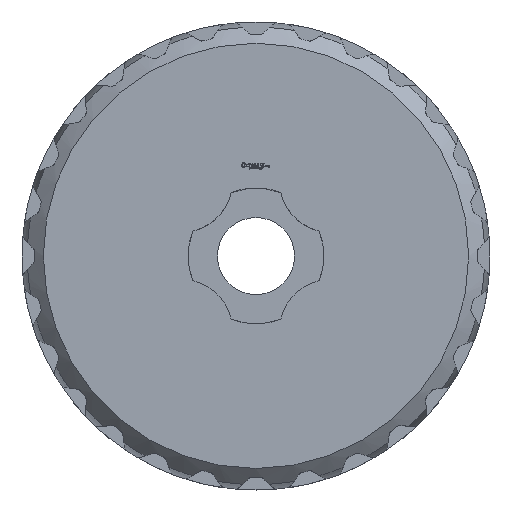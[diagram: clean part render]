
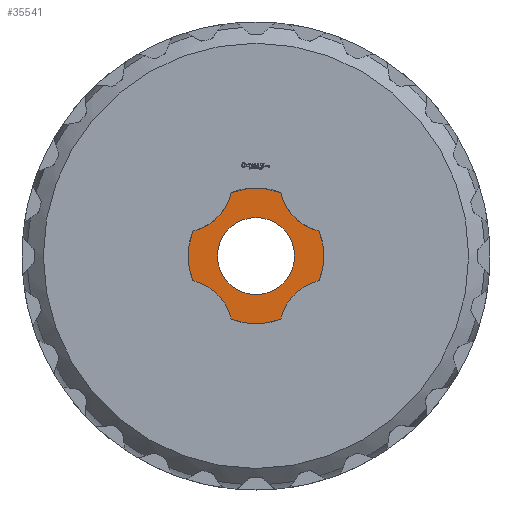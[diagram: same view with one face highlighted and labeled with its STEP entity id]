
A CAD part, top view. The second image highlights one B-rep face of the part: STEP entity #35541.
In plain terms, the highlighted planar face has unit normal (0, 0, 1).
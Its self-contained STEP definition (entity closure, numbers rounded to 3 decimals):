
#24050 = EDGE_CURVE('',#24051,#24053,#24055,.T.);
#24051 = VERTEX_POINT('',#24052);
#24052 = CARTESIAN_POINT('',(2.31,5.915,3.125));
#24053 = VERTEX_POINT('',#24054);
#24054 = CARTESIAN_POINT('',(-2.31,5.915,3.125));
#24055 = CIRCLE('',#24056,6.35);
#24056 = AXIS2_PLACEMENT_3D('',#24057,#24058,#24059);
#24057 = CARTESIAN_POINT('',(0.,0.,3.125));
#24058 = DIRECTION('',(0.,0.,1.));
#24059 = DIRECTION('',(1.,0.,0.));
#24139 = EDGE_CURVE('',#24140,#24053,#24142,.T.);
#24140 = VERTEX_POINT('',#24141);
#24141 = CARTESIAN_POINT('',(-5.915,2.31,3.125));
#24142 = CIRCLE('',#24143,4.9);
#24143 = AXIS2_PLACEMENT_3D('',#24144,#24145,#24146);
#24144 = CARTESIAN_POINT('',(-7.071,7.071,3.125));
#24145 = DIRECTION('',(0.,0.,1.));
#24146 = DIRECTION('',(1.,0.,0.));
#24164 = EDGE_CURVE('',#24051,#24165,#24167,.T.);
#24165 = VERTEX_POINT('',#24166);
#24166 = CARTESIAN_POINT('',(5.915,2.31,3.125));
#24167 = CIRCLE('',#24168,4.9);
#24168 = AXIS2_PLACEMENT_3D('',#24169,#24170,#24171);
#24169 = CARTESIAN_POINT('',(7.071,7.071,3.125));
#24170 = DIRECTION('',(0.,0.,1.));
#24171 = DIRECTION('',(1.,0.,0.));
#24189 = EDGE_CURVE('',#24140,#24190,#24192,.T.);
#24190 = VERTEX_POINT('',#24191);
#24191 = CARTESIAN_POINT('',(-5.915,-2.31,3.125));
#24192 = CIRCLE('',#24193,6.35);
#24193 = AXIS2_PLACEMENT_3D('',#24194,#24195,#24196);
#24194 = CARTESIAN_POINT('',(0.,0.,3.125));
#24195 = DIRECTION('',(0.,0.,1.));
#24196 = DIRECTION('',(1.,0.,0.));
#24286 = EDGE_CURVE('',#24287,#24165,#24289,.T.);
#24287 = VERTEX_POINT('',#24288);
#24288 = CARTESIAN_POINT('',(5.915,-2.31,3.125));
#24289 = CIRCLE('',#24290,6.35);
#24290 = AXIS2_PLACEMENT_3D('',#24291,#24292,#24293);
#24291 = CARTESIAN_POINT('',(0.,0.,3.125));
#24292 = DIRECTION('',(0.,0.,1.));
#24293 = DIRECTION('',(1.,0.,0.));
#24382 = EDGE_CURVE('',#24383,#24190,#24385,.T.);
#24383 = VERTEX_POINT('',#24384);
#24384 = CARTESIAN_POINT('',(-2.31,-5.915,3.125));
#24385 = CIRCLE('',#24386,4.9);
#24386 = AXIS2_PLACEMENT_3D('',#24387,#24388,#24389);
#24387 = CARTESIAN_POINT('',(-7.071,-7.071,3.125));
#24388 = DIRECTION('',(0.,0.,1.));
#24389 = DIRECTION('',(1.,0.,0.));
#24407 = EDGE_CURVE('',#24287,#24408,#24410,.T.);
#24408 = VERTEX_POINT('',#24409);
#24409 = CARTESIAN_POINT('',(2.31,-5.915,3.125));
#24410 = CIRCLE('',#24411,4.9);
#24411 = AXIS2_PLACEMENT_3D('',#24412,#24413,#24414);
#24412 = CARTESIAN_POINT('',(7.071,-7.071,3.125));
#24413 = DIRECTION('',(0.,0.,1.));
#24414 = DIRECTION('',(1.,0.,0.));
#24432 = EDGE_CURVE('',#24383,#24408,#24433,.T.);
#24433 = CIRCLE('',#24434,6.35);
#24434 = AXIS2_PLACEMENT_3D('',#24435,#24436,#24437);
#24435 = CARTESIAN_POINT('',(0.,0.,3.125));
#24436 = DIRECTION('',(0.,0.,1.));
#24437 = DIRECTION('',(1.,0.,0.));
#35541 = ADVANCED_FACE('',(#35542,#35552),#35563,.T.);
#35542 = FACE_BOUND('',#35543,.T.);
#35543 = EDGE_LOOP('',(#35544,#35545,#35546,#35547,#35548,#35549,#35550,
    #35551));
#35544 = ORIENTED_EDGE('',*,*,#24050,.T.);
#35545 = ORIENTED_EDGE('',*,*,#24139,.F.);
#35546 = ORIENTED_EDGE('',*,*,#24189,.T.);
#35547 = ORIENTED_EDGE('',*,*,#24382,.F.);
#35548 = ORIENTED_EDGE('',*,*,#24432,.T.);
#35549 = ORIENTED_EDGE('',*,*,#24407,.F.);
#35550 = ORIENTED_EDGE('',*,*,#24286,.T.);
#35551 = ORIENTED_EDGE('',*,*,#24164,.F.);
#35552 = FACE_BOUND('',#35553,.T.);
#35553 = EDGE_LOOP('',(#35554));
#35554 = ORIENTED_EDGE('',*,*,#35555,.F.);
#35555 = EDGE_CURVE('',#35556,#35556,#35558,.T.);
#35556 = VERTEX_POINT('',#35557);
#35557 = CARTESIAN_POINT('',(3.6,0.,3.125));
#35558 = CIRCLE('',#35559,3.6);
#35559 = AXIS2_PLACEMENT_3D('',#35560,#35561,#35562);
#35560 = CARTESIAN_POINT('',(0.,0.,3.125));
#35561 = DIRECTION('',(-0.,0.,1.));
#35562 = DIRECTION('',(1.,0.,0.));
#35563 = PLANE('',#35564);
#35564 = AXIS2_PLACEMENT_3D('',#35565,#35566,#35567);
#35565 = CARTESIAN_POINT('',(0.,0.,
    3.125));
#35566 = DIRECTION('',(0.,0.,1.));
#35567 = DIRECTION('',(1.,0.,0.));
